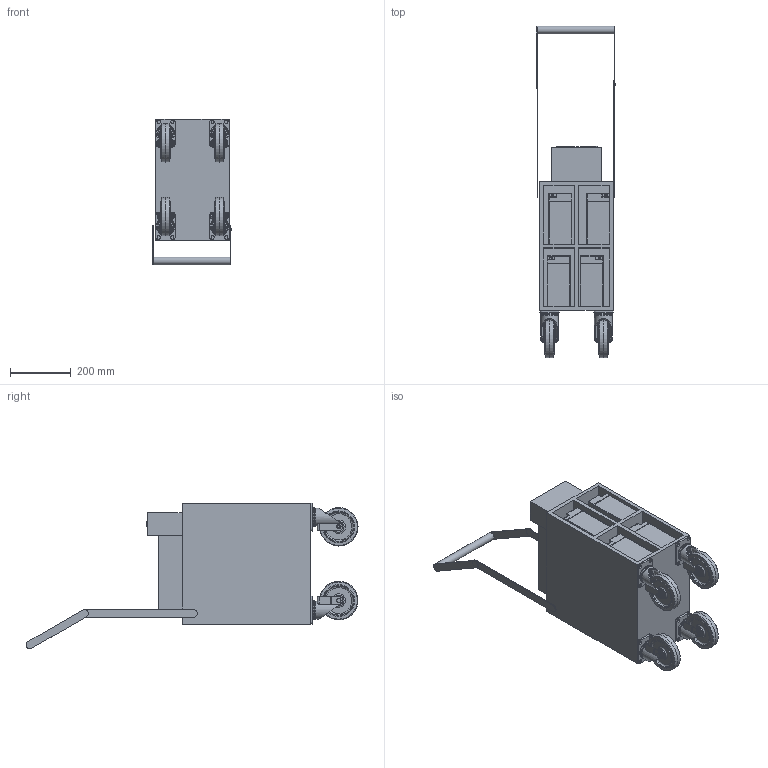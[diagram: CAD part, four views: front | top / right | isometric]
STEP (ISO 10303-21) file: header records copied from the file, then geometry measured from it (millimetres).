
FILE_DESCRIPTION(/* description */ (''),/* implementation_level */ '2;1');
FILE_NAME(/* name */ 'batterycart assemble.stp',/* time_stamp */ '2018-12-10T20:06:58-08:00',/* author */ ('Tiberus'),/* organization */ (''),/* preprocessor_version */ 'ST-DEVELOPER v17',/* originating_system */ 'Autodesk Inventor 2019',/* authorisation */ '');
FILE_SCHEMA (('AUTOMOTIVE_DESIGN { 1 0 10303 214 3 1 1 }'));
Length unit declared in the file: inch
Products named in the file (18): batterycart assemble; battery charger 2019; batterycart skeleton; 2.05456.444; 2SS-TP; 2SS-R; 2SS-UR; 2SS-LR; 2.05456.444-FORK; 2.05456-A; 2LOPRO-NUT; 2.00005.4411 1/4 (C); 2.00005.4411 1/4 (T); 52008.43; 52008.48; 1 battery charger 2019; cart handle; BatteryModel
Assembly tree (28 placements, depth 3):
  batterycart assemble
    battery charger 2019
    batterycart skeleton
    2.05456.444  x4
      2SS-TP
      2SS-R
      2SS-UR
      2SS-LR
      2.05456.444-FORK
      2.05456-A
      2LOPRO-NUT
      2.00005.4411 1/4 (C)
      2.00005.4411 1/4 (T)
      52008.43
      52008.48
    1 battery charger 2019
    cart handle
    BatteryModel  x8
Bounding box: 263.52 x 1095.11 x 480.07 mm (x, y, z)
Volume: 34493669.4 mm3; surface area: 3511330.3 mm2
Topology: 60 solids, 60 shells, 2831 faces, 7421 edges, 4878 vertices
Faces by surface type: plane 1409, cylinder 766, bspline 304, cone 164, torus 140, sphere 48
Full cylindrical faces by diameter (mm): 3.81 x16, 5.159 x1, 7.805 x4, 9.525 x8, 9.906 x8, 12.548 x4, 12.7 x4, 13.259 x8, 19.863 x4, 22.733 x4, 22.987 x8, 25.4 x1, 26.924 x8, 33.02 x4, 35.052 x8, 51.562 x4, 54.102 x4, 59.182 x4, 60.757 x4, 95.504 x8, 98.552 x16, 112.776 x8
Entity records: 37494 total; most frequent: CARTESIAN_POINT 11020, ORIENTED_EDGE 5850, DIRECTION 4443, EDGE_CURVE 2925, VERTEX_POINT 1953, LINE 1757, VECTOR 1757, AXIS2_PLACEMENT_3D 1343
